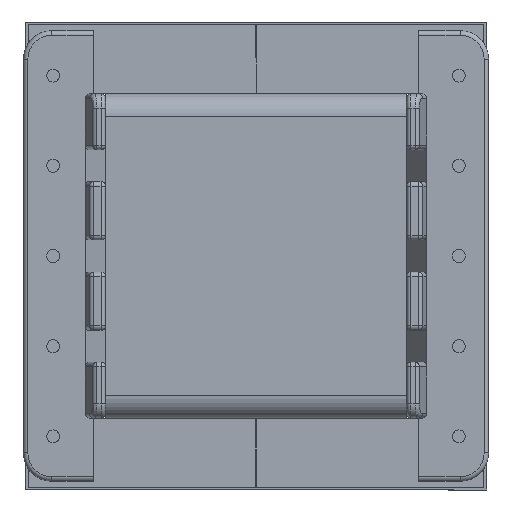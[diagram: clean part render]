
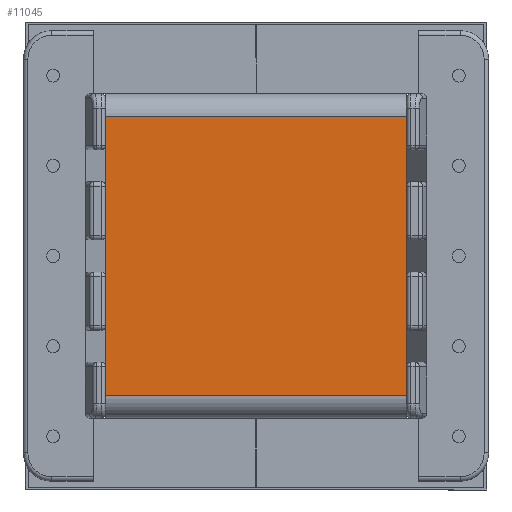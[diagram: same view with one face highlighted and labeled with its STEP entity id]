
A CAD part, front view. The second image highlights one B-rep face of the part: STEP entity #11045.
In plain terms, the highlighted face is planar.
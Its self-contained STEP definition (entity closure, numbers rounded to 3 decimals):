
#3 = PLANE ( 'NONE',  #7409 ) ;
#347 = DIRECTION ( 'NONE',  ( 0., 0., 1. ) ) ;
#431 = CARTESIAN_POINT ( 'NONE',  ( 9.41, 1.33, 0. ) ) ;
#532 = CARTESIAN_POINT ( 'NONE',  ( 9.41, 1.33, -16.7 ) ) ;
#925 = VERTEX_POINT ( 'NONE', #5557 ) ;
#1476 = EDGE_CURVE ( 'NONE', #925, #11329, #3122, .T. ) ;
#1912 = ORIENTED_EDGE ( 'NONE', *, *, #7070, .T. ) ;
#3122 = LINE ( 'NONE', #7802, #5807 ) ;
#3192 = CARTESIAN_POINT ( 'NONE',  ( 9.41, -14.13, -16.7 ) ) ;
#3414 = VERTEX_POINT ( 'NONE', #9947 ) ;
#3759 = VECTOR ( 'NONE', #347, 1000. ) ;
#4261 = VERTEX_POINT ( 'NONE', #532 ) ;
#4617 = CARTESIAN_POINT ( 'NONE',  ( 9.41, 1.33, -16.7 ) ) ;
#4679 = ORIENTED_EDGE ( 'NONE', *, *, #10286, .T. ) ;
#5514 = LINE ( 'NONE', #3192, #7942 ) ;
#5537 = DIRECTION ( 'NONE',  ( 0., 1., 0. ) ) ;
#5546 = VECTOR ( 'NONE', #6078, 1000. ) ;
#5557 = CARTESIAN_POINT ( 'NONE',  ( 9.41, -14.13, 0. ) ) ;
#5807 = VECTOR ( 'NONE', #10552, 1000. ) ;
#5968 = DIRECTION ( 'NONE',  ( 0., 0., 1. ) ) ;
#6078 = DIRECTION ( 'NONE',  ( 0., 1., 0. ) ) ;
#6223 = EDGE_LOOP ( 'NONE', ( #9880, #9069, #1912, #4679 ) ) ;
#7070 = EDGE_CURVE ( 'NONE', #3414, #4261, #10633, .T. ) ;
#7409 = AXIS2_PLACEMENT_3D ( 'NONE', #4617, #10955, #5537 ) ;
#7802 = CARTESIAN_POINT ( 'NONE',  ( 9.41, 1.33, 0. ) ) ;
#7871 = CARTESIAN_POINT ( 'NONE',  ( 9.41, 1.33, -16.7 ) ) ;
#7942 = VECTOR ( 'NONE', #5968, 1000. ) ;
#8049 = EDGE_CURVE ( 'NONE', #3414, #925, #5514, .T. ) ;
#8569 = LINE ( 'NONE', #11251, #3759 ) ;
#9069 = ORIENTED_EDGE ( 'NONE', *, *, #8049, .F. ) ;
#9709 = FACE_OUTER_BOUND ( 'NONE', #6223, .T. ) ;
#9880 = ORIENTED_EDGE ( 'NONE', *, *, #1476, .F. ) ;
#9947 = CARTESIAN_POINT ( 'NONE',  ( 9.41, -14.13, -16.7 ) ) ;
#10286 = EDGE_CURVE ( 'NONE', #4261, #11329, #8569, .T. ) ;
#10552 = DIRECTION ( 'NONE',  ( 0., 1., 0. ) ) ;
#10633 = LINE ( 'NONE', #7871, #5546 ) ;
#10955 = DIRECTION ( 'NONE',  ( 1., 0., 0. ) ) ;
#11045 = ADVANCED_FACE ( 'NONE', ( #9709 ), #3, .T. ) ;
#11251 = CARTESIAN_POINT ( 'NONE',  ( 9.41, 1.33, -16.7 ) ) ;
#11329 = VERTEX_POINT ( 'NONE', #431 ) ;
